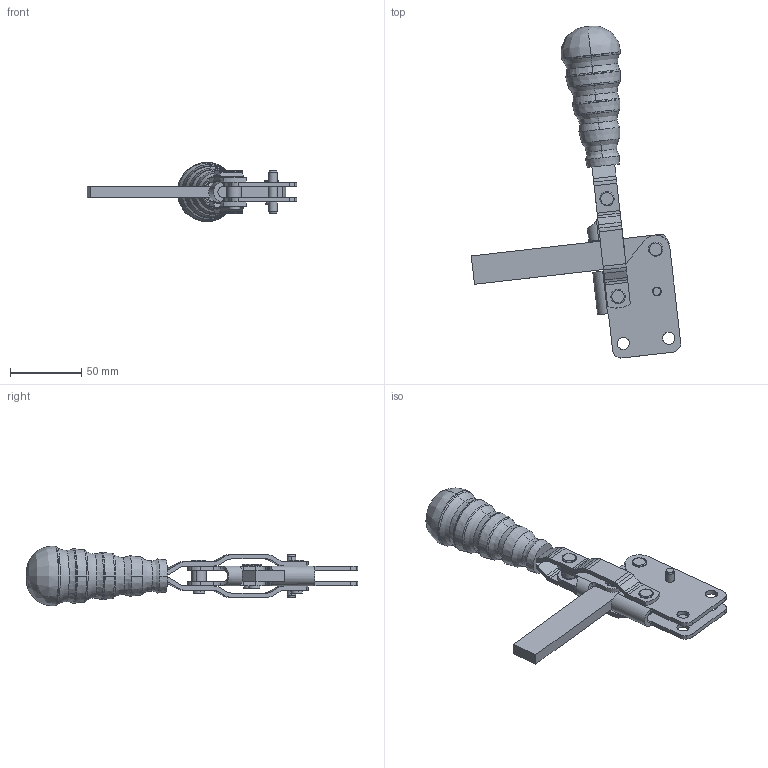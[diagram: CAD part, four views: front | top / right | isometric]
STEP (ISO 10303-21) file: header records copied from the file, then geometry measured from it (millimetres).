
FILE_DESCRIPTION((''),'2;1');
FILE_NAME('214F.1.stp','2005-08-29T15:14:40',('CAD'),(''),'Autodesk Inventor 8','Autodesk Inventor 8','');
FILE_SCHEMA(('AUTOMOTIVE_DESIGN { 1 0 10303 214 1 1 1 1 }'));
Length unit declared in the file: millimetre
Products named in the file (1): Part19
Bounding box: 146.88 x 232.82 x 41.84 mm (x, y, z)
Volume: 138214.9 mm3; surface area: 48886.4 mm2
Topology: 1 solids, 5 shells, 1169 faces, 3691 edges, 2257 vertices
Faces by surface type: plane 654, cone 310, cylinder 124, bspline 59, torus 22
Entity records: 42728 total; most frequent: CARTESIAN_POINT 10461, ORIENTED_EDGE 7362, DIRECTION 6739, EDGE_CURVE 3681, AXIS2_PLACEMENT_3D 2519, VERTEX_POINT 2257, VECTOR 1701, LINE 1701
